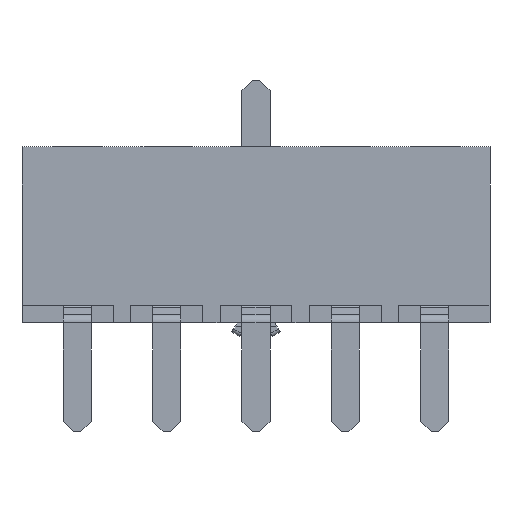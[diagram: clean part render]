
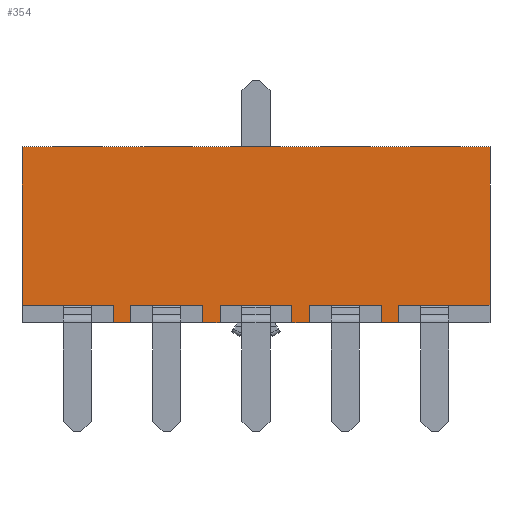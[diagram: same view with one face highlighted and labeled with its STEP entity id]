
A CAD part, front view. The second image highlights one B-rep face of the part: STEP entity #354.
In plain terms, the highlighted planar face has unit normal (0, -1, 0).
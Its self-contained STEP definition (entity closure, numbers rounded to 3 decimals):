
#354 = ADVANCED_FACE( '', ( #879 ), #880, .F. );
#879 = FACE_OUTER_BOUND( '', #1591, .T. );
#880 = PLANE( '', #1592 );
#1591 = EDGE_LOOP( '', ( #2611, #2612, #2613, #2614, #2615, #2616, #2617, #2618, #2619, #2620, #2621, #2622, #2623, #2624, #2625, #2626, #2627, #2628, #2629, #2630 ) );
#1592 = AXIS2_PLACEMENT_3D( '', #2631, #2632, #2633 );
#2611 = ORIENTED_EDGE( '', *, *, #4370, .T. );
#2612 = ORIENTED_EDGE( '', *, *, #4496, .T. );
#2613 = ORIENTED_EDGE( '', *, *, #4216, .F. );
#2614 = ORIENTED_EDGE( '', *, *, #4497, .F. );
#2615 = ORIENTED_EDGE( '', *, *, #4462, .T. );
#2616 = ORIENTED_EDGE( '', *, *, #4498, .T. );
#2617 = ORIENTED_EDGE( '', *, *, #4250, .F. );
#2618 = ORIENTED_EDGE( '', *, *, #4499, .F. );
#2619 = ORIENTED_EDGE( '', *, *, #4500, .T. );
#2620 = ORIENTED_EDGE( '', *, *, #4501, .T. );
#2621 = ORIENTED_EDGE( '', *, *, #4502, .F. );
#2622 = ORIENTED_EDGE( '', *, *, #4503, .F. );
#2623 = ORIENTED_EDGE( '', *, *, #4504, .T. );
#2624 = ORIENTED_EDGE( '', *, *, #4505, .T. );
#2625 = ORIENTED_EDGE( '', *, *, #4506, .F. );
#2626 = ORIENTED_EDGE( '', *, *, #4507, .F. );
#2627 = ORIENTED_EDGE( '', *, *, #4508, .T. );
#2628 = ORIENTED_EDGE( '', *, *, #4509, .T. );
#2629 = ORIENTED_EDGE( '', *, *, #4510, .F. );
#2630 = ORIENTED_EDGE( '', *, *, #4511, .T. );
#2631 = CARTESIAN_POINT( '', ( 6.65, -2.54, 2.5 ) );
#2632 = DIRECTION( '', ( 0., 1., 0. ) );
#2633 = DIRECTION( '', ( 0., 0., 1. ) );
#4216 = EDGE_CURVE( '', #5029, #5031, #5032, .T. );
#4250 = EDGE_CURVE( '', #5092, #5094, #5095, .T. );
#4370 = EDGE_CURVE( '', #5307, #5305, #5308, .T. );
#4462 = EDGE_CURVE( '', #5461, #5459, #5462, .T. );
#4496 = EDGE_CURVE( '', #5305, #5031, #5516, .T. );
#4497 = EDGE_CURVE( '', #5461, #5029, #5517, .T. );
#4498 = EDGE_CURVE( '', #5459, #5094, #5518, .T. );
#4499 = EDGE_CURVE( '', #5519, #5092, #5520, .T. );
#4500 = EDGE_CURVE( '', #5519, #5521, #5522, .T. );
#4501 = EDGE_CURVE( '', #5521, #5523, #5524, .T. );
#4502 = EDGE_CURVE( '', #5525, #5523, #5526, .T. );
#4503 = EDGE_CURVE( '', #5527, #5525, #5528, .T. );
#4504 = EDGE_CURVE( '', #5527, #5529, #5530, .T. );
#4505 = EDGE_CURVE( '', #5529, #5531, #5532, .T. );
#4506 = EDGE_CURVE( '', #5533, #5531, #5534, .T. );
#4507 = EDGE_CURVE( '', #5535, #5533, #5536, .T. );
#4508 = EDGE_CURVE( '', #5535, #5537, #5538, .T. );
#4509 = EDGE_CURVE( '', #5537, #5539, #5540, .T. );
#4510 = EDGE_CURVE( '', #5541, #5539, #5542, .T. );
#4511 = EDGE_CURVE( '', #5541, #5307, #5543, .T. );
#5029 = VERTEX_POINT( '', #6214 );
#5031 = VERTEX_POINT( '', #6217 );
#5032 = LINE( '', #6218, #6219 );
#5092 = VERTEX_POINT( '', #6302 );
#5094 = VERTEX_POINT( '', #6305 );
#5095 = LINE( '', #6306, #6307 );
#5305 = VERTEX_POINT( '', #6607 );
#5307 = VERTEX_POINT( '', #6610 );
#5308 = LINE( '', #6611, #6612 );
#5459 = VERTEX_POINT( '', #6832 );
#5461 = VERTEX_POINT( '', #6835 );
#5462 = LINE( '', #6836, #6837 );
#5516 = LINE( '', #6912, #6913 );
#5517 = LINE( '', #6914, #6915 );
#5518 = LINE( '', #6916, #6917 );
#5519 = VERTEX_POINT( '', #6918 );
#5520 = LINE( '', #6919, #6920 );
#5521 = VERTEX_POINT( '', #6921 );
#5522 = LINE( '', #6922, #6923 );
#5523 = VERTEX_POINT( '', #6924 );
#5524 = LINE( '', #6925, #6926 );
#5525 = VERTEX_POINT( '', #6927 );
#5526 = LINE( '', #6928, #6929 );
#5527 = VERTEX_POINT( '', #6930 );
#5528 = LINE( '', #6931, #6932 );
#5529 = VERTEX_POINT( '', #6933 );
#5530 = LINE( '', #6934, #6935 );
#5531 = VERTEX_POINT( '', #6936 );
#5532 = LINE( '', #6937, #6938 );
#5533 = VERTEX_POINT( '', #6939 );
#5534 = LINE( '', #6940, #6941 );
#5535 = VERTEX_POINT( '', #6942 );
#5536 = LINE( '', #6943, #6944 );
#5537 = VERTEX_POINT( '', #6945 );
#5538 = LINE( '', #6946, #6947 );
#5539 = VERTEX_POINT( '', #6948 );
#5540 = LINE( '', #6949, #6950 );
#5541 = VERTEX_POINT( '', #6951 );
#5542 = LINE( '', #6952, #6953 );
#5543 = LINE( '', #6954, #6955 );
#6214 = CARTESIAN_POINT( '', ( -4.06, -2.54, -2.5 ) );
#6217 = CARTESIAN_POINT( '', ( -4.06, -2.54, -2. ) );
#6218 = CARTESIAN_POINT( '', ( -4.06, -2.54, -2.5 ) );
#6219 = VECTOR( '', #7954, 1000. );
#6302 = CARTESIAN_POINT( '', ( -1.52, -2.54, -2.5 ) );
#6305 = CARTESIAN_POINT( '', ( -1.52, -2.54, -2. ) );
#6306 = CARTESIAN_POINT( '', ( -1.52, -2.54, -2.5 ) );
#6307 = VECTOR( '', #7994, 1000. );
#6607 = CARTESIAN_POINT( '', ( -6.65, -2.54, -2. ) );
#6610 = CARTESIAN_POINT( '', ( -6.65, -2.54, 2.5 ) );
#6611 = CARTESIAN_POINT( '', ( -6.65, -2.54, 2.5 ) );
#6612 = VECTOR( '', #8116, 1000. );
#6832 = CARTESIAN_POINT( '', ( -3.56, -2.54, -2. ) );
#6835 = CARTESIAN_POINT( '', ( -3.56, -2.54, -2.5 ) );
#6836 = CARTESIAN_POINT( '', ( -3.56, -2.54, -2.5 ) );
#6837 = VECTOR( '', #8196, 1000. );
#6912 = CARTESIAN_POINT( '', ( -8.44, -2.54, -2. ) );
#6913 = VECTOR( '', #8236, 1000. );
#6914 = CARTESIAN_POINT( '', ( -3.56, -2.54, -2.5 ) );
#6915 = VECTOR( '', #8237, 1000. );
#6916 = CARTESIAN_POINT( '', ( -8.44, -2.54, -2. ) );
#6917 = VECTOR( '', #8238, 1000. );
#6918 = CARTESIAN_POINT( '', ( -1.02, -2.54, -2.5 ) );
#6919 = CARTESIAN_POINT( '', ( -1.02, -2.54, -2.5 ) );
#6920 = VECTOR( '', #8239, 1000. );
#6921 = CARTESIAN_POINT( '', ( -1.02, -2.54, -2. ) );
#6922 = CARTESIAN_POINT( '', ( -1.02, -2.54, -2.5 ) );
#6923 = VECTOR( '', #8240, 1000. );
#6924 = CARTESIAN_POINT( '', ( 1.02, -2.54, -2. ) );
#6925 = CARTESIAN_POINT( '', ( -8.44, -2.54, -2. ) );
#6926 = VECTOR( '', #8241, 1000. );
#6927 = CARTESIAN_POINT( '', ( 1.02, -2.54, -2.5 ) );
#6928 = CARTESIAN_POINT( '', ( 1.02, -2.54, -2.5 ) );
#6929 = VECTOR( '', #8242, 1000. );
#6930 = CARTESIAN_POINT( '', ( 1.52, -2.54, -2.5 ) );
#6931 = CARTESIAN_POINT( '', ( 1.52, -2.54, -2.5 ) );
#6932 = VECTOR( '', #8243, 1000. );
#6933 = CARTESIAN_POINT( '', ( 1.52, -2.54, -2. ) );
#6934 = CARTESIAN_POINT( '', ( 1.52, -2.54, -2.5 ) );
#6935 = VECTOR( '', #8244, 1000. );
#6936 = CARTESIAN_POINT( '', ( 3.56, -2.54, -2. ) );
#6937 = CARTESIAN_POINT( '', ( -8.44, -2.54, -2. ) );
#6938 = VECTOR( '', #8245, 1000. );
#6939 = CARTESIAN_POINT( '', ( 3.56, -2.54, -2.5 ) );
#6940 = CARTESIAN_POINT( '', ( 3.56, -2.54, -2.5 ) );
#6941 = VECTOR( '', #8246, 1000. );
#6942 = CARTESIAN_POINT( '', ( 4.06, -2.54, -2.5 ) );
#6943 = CARTESIAN_POINT( '', ( 4.06, -2.54, -2.5 ) );
#6944 = VECTOR( '', #8247, 1000. );
#6945 = CARTESIAN_POINT( '', ( 4.06, -2.54, -2. ) );
#6946 = CARTESIAN_POINT( '', ( 4.06, -2.54, -2.5 ) );
#6947 = VECTOR( '', #8248, 1000. );
#6948 = CARTESIAN_POINT( '', ( 6.65, -2.54, -2. ) );
#6949 = CARTESIAN_POINT( '', ( -8.44, -2.54, -2. ) );
#6950 = VECTOR( '', #8249, 1000. );
#6951 = CARTESIAN_POINT( '', ( 6.65, -2.54, 2.5 ) );
#6952 = CARTESIAN_POINT( '', ( 6.65, -2.54, 2.5 ) );
#6953 = VECTOR( '', #8250, 1000. );
#6954 = CARTESIAN_POINT( '', ( 6.65, -2.54, 2.5 ) );
#6955 = VECTOR( '', #8251, 1000. );
#7954 = DIRECTION( '', ( 0., 0., 1. ) );
#7994 = DIRECTION( '', ( 0., 0., 1. ) );
#8116 = DIRECTION( '', ( 0., 0., -1. ) );
#8196 = DIRECTION( '', ( 0., 0., 1. ) );
#8236 = DIRECTION( '', ( 1., 0., 0. ) );
#8237 = DIRECTION( '', ( -1., 0., 0. ) );
#8238 = DIRECTION( '', ( 1., 0., 0. ) );
#8239 = DIRECTION( '', ( -1., 0., 0. ) );
#8240 = DIRECTION( '', ( 0., 0., 1. ) );
#8241 = DIRECTION( '', ( 1., 0., 0. ) );
#8242 = DIRECTION( '', ( 0., 0., 1. ) );
#8243 = DIRECTION( '', ( -1., 0., 0. ) );
#8244 = DIRECTION( '', ( 0., 0., 1. ) );
#8245 = DIRECTION( '', ( 1., 0., 0. ) );
#8246 = DIRECTION( '', ( 0., 0., 1. ) );
#8247 = DIRECTION( '', ( -1., 0., 0. ) );
#8248 = DIRECTION( '', ( 0., 0., 1. ) );
#8249 = DIRECTION( '', ( 1., 0., 0. ) );
#8250 = DIRECTION( '', ( 0., 0., -1. ) );
#8251 = DIRECTION( '', ( -1., 0., 0. ) );
